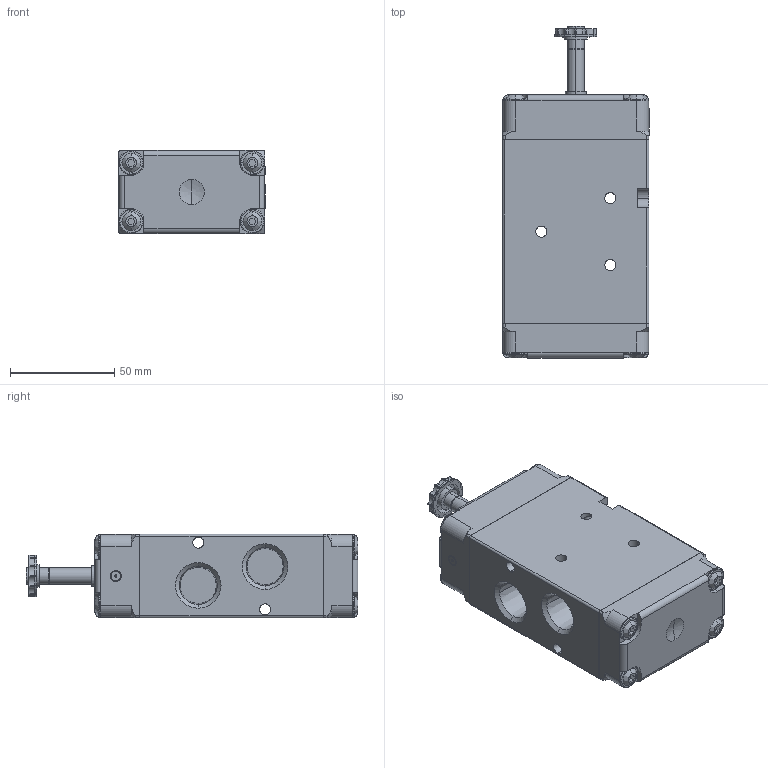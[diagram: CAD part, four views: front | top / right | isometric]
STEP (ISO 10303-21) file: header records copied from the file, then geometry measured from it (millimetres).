
FILE_DESCRIPTION (( 'STEP AP203' ), '1' );
FILE_NAME ('7030020500U.step', '2024-02-07T21:37:07', ( '' ), ( '' ), 'SwSTEP 2.0', 'SolidWorks 2023', '' );
FILE_SCHEMA (( 'CONFIG_CONTROL_DESIGN' ));
Length unit declared in the file: inch
Products named in the file (1): 7030020500U
Bounding box: 70.2 x 159 x 40 mm (x, y, z)
Volume: 331420.8 mm3; surface area: 54535.8 mm2
Topology: 3 solids, 3 shells, 604 faces, 1551 edges, 1010 vertices
Faces by surface type: plane 264, cylinder 246, bspline 52, cone 42
Entity records: 20550 total; most frequent: CARTESIAN_POINT 5580, DIRECTION 3191, ORIENTED_EDGE 3094, EDGE_CURVE 1547, AXIS2_PLACEMENT_3D 1177, VERTEX_POINT 1010, LINE 837, VECTOR 837
